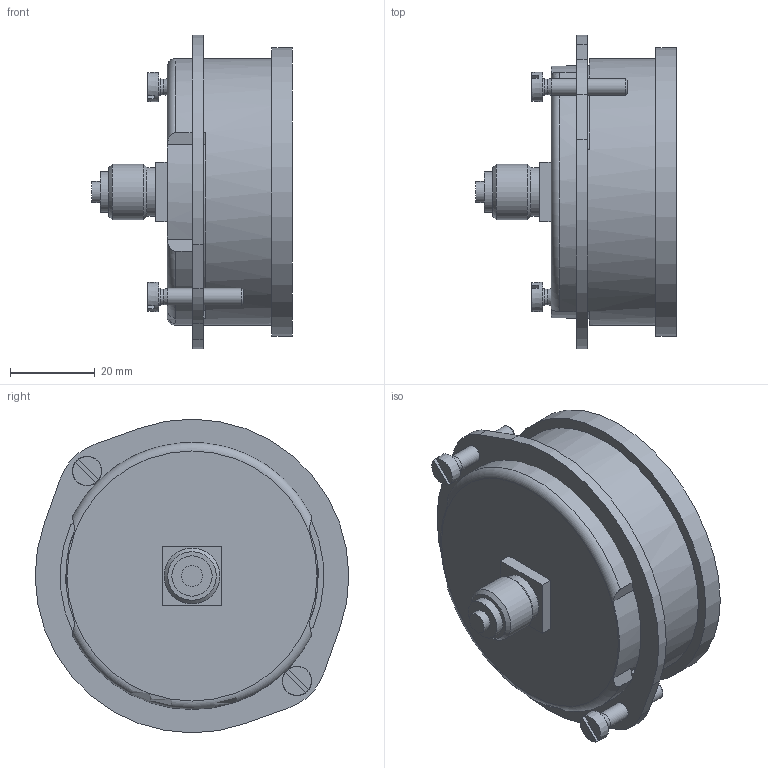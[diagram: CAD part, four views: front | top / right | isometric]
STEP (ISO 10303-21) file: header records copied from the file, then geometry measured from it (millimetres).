
FILE_DESCRIPTION(/* description */ ('STEP AP214'),/* implementation_level */ '2;1');
FILE_NAME(/* name */ '8178633_PAGN-P-63-0_4M-G14-1-CPA',/* time_stamp */ '2024-09-13T14:14:33+02:00',/* author */ ('License CC BY-ND 4.0'),/* organization */ ('CADENAS'),/* preprocessor_version */ 'ST-DEVELOPER v19.3',/* originating_system */ 'PARTsolutions',/* authorisation */ ' ');
FILE_SCHEMA (('AUTOMOTIVE_DESIGN {1 0 10303 214 3 1 1}'));
Length unit declared in the file: millimetre
Products named in the file (4): 8178633 PAGN-P-63-0.4M-G14-1-CPA; PAGN-P-63-GAUGE; PAGN-P-63-KLAMMER; DIN-84 - M4x20
Assembly tree (4 placements, depth 2):
  8178633 PAGN-P-63-0.4M-G14-1-CPA
    PAGN-P-63-GAUGE
    PAGN-P-63-KLAMMER
    DIN-84 - M4x20  x2
Bounding box: 47.3 x 74 x 74 mm (x, y, z)
Volume: 99493.4 mm3; surface area: 18582.1 mm2
Topology: 4 solids, 4 shells, 82 faces, 185 edges, 118 vertices
Faces by surface type: plane 45, cylinder 20, cone 14, torus 3
Full cylindrical faces by diameter (mm): 3.242 x2, 4 x2, 5 x1, 9.5 x1, 11.445 x1, 13.157 x1, 63 x1, 68 x1
Entity records: 1971 total; most frequent: CARTESIAN_POINT 342, DIRECTION 336, ORIENTED_EDGE 272, EDGE_CURVE 136, AXIS2_PLACEMENT_3D 134, EDGE_LOOP 102, FACE_BOUND 102, VERTEX_POINT 100
